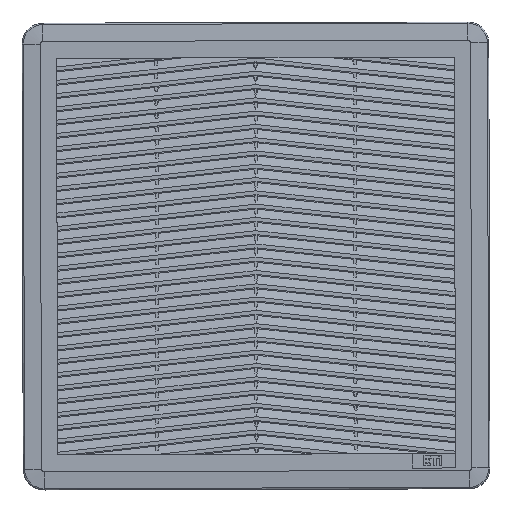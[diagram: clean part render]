
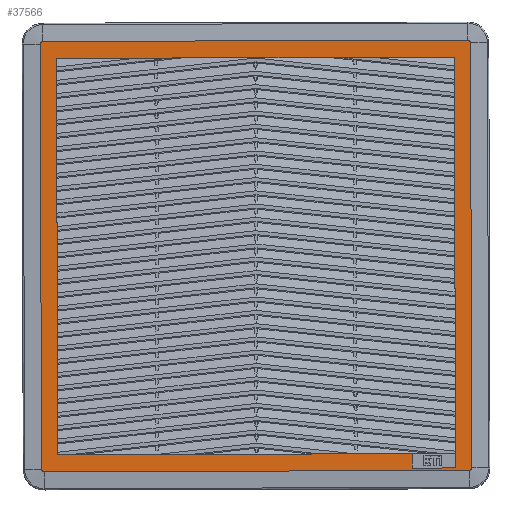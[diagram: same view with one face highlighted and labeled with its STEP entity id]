
A CAD part, front view. The second image highlights one B-rep face of the part: STEP entity #37566.
In plain terms, the highlighted planar face has unit normal (0, -1, 0).
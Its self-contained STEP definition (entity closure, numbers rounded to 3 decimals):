
#4163=DIRECTION('',(0.,0.,-1.));
#4164=VECTOR('',#4163,276.);
#4165=CARTESIAN_POINT('',(261.5,-34.,138.057));
#4166=LINE('',#4165,#4164);
#4871=DIRECTION('',(1.,0.,0.));
#4872=VECTOR('',#4871,247.);
#4873=CARTESIAN_POINT('',(261.5,-34.,
-137.943));
#4874=LINE('',#4873,#4872);
#5964=DIRECTION('',(-1.,0.,0.));
#5965=VECTOR('',#5964,277.);
#5966=CARTESIAN_POINT('',(538.5,-34.,138.057));
#5967=LINE('',#5966,#5965);
#15981=CARTESIAN_POINT('',(252.,-34.,
-147.943));
#15982=DIRECTION('',(0.,-1.,0.));
#15983=DIRECTION('',(-1.,0.,
0.));
#15984=AXIS2_PLACEMENT_3D('',#15981,#15982,#15983);
#15989=CARTESIAN_POINT('',(252.,-34.,
148.057));
#15990=DIRECTION('',(0.,-1.,0.));
#15991=DIRECTION('',(0.,0.,1.));
#15992=AXIS2_PLACEMENT_3D('',#15989,#15990,#15991);
#15997=CARTESIAN_POINT('',(548.,-34.,
148.057));
#15998=DIRECTION('',(0.,-1.,0.));
#15999=DIRECTION('',(1.,0.,0.));
#16000=AXIS2_PLACEMENT_3D('',#15997,#15998,#15999);
#16005=CARTESIAN_POINT('',(548.,-34.,
-147.943));
#16006=DIRECTION('',(0.,-1.,0.));
#16007=DIRECTION('',(0.,0.,-1.));
#16008=AXIS2_PLACEMENT_3D('',#16005,#16006,#16007);
#16013=DIRECTION('',(0.,0.,-1.));
#16014=VECTOR('',#16013,286.);
#16015=CARTESIAN_POINT('',(538.5,-34.,
138.057));
#16016=LINE('',#16015,#16014);
#16020=DIRECTION('',(-1.,0.,0.));
#16021=VECTOR('',#16020,296.);
#16022=CARTESIAN_POINT('',(548.,-34.,
-149.737));
#16023=LINE('',#16022,#16021);
#16470=DIRECTION('',(0.,0.,-1.));
#16471=VECTOR('',#16470,296.);
#16472=CARTESIAN_POINT('',(549.794,-34.,
148.057));
#16473=LINE('',#16472,#16471);
#16498=DIRECTION('',(1.,0.,0.));
#16499=VECTOR('',#16498,296.);
#16500=CARTESIAN_POINT('',(252.,-34.,
149.851));
#16501=LINE('',#16500,#16499);
#16519=DIRECTION('',(0.,0.,1.));
#16520=VECTOR('',#16519,296.);
#16521=CARTESIAN_POINT('',(250.206,-34.,
-147.943));
#16522=LINE('',#16521,#16520);
#17329=DIRECTION('',(0.,0.,-1.));
#17330=VECTOR('',#17329,10.);
#17331=CARTESIAN_POINT('',(508.5,-34.,
-137.943));
#17332=LINE('',#17331,#17330);
#17350=DIRECTION('',(1.,0.,0.));
#17351=VECTOR('',#17350,30.);
#17352=CARTESIAN_POINT('',(508.5,-34.,
-147.943));
#17353=LINE('',#17352,#17351);
#19351=CARTESIAN_POINT('',(538.5,-34.,
138.057));
#19352=VERTEX_POINT('',#19351);
#19353=CARTESIAN_POINT('',(261.5,-34.,
138.057));
#19354=VERTEX_POINT('',#19353);
#20657=CARTESIAN_POINT('',(261.5,-34.,
-137.943));
#20658=CARTESIAN_POINT('',(508.5,-34.,
-137.943));
#20659=VERTEX_POINT('',#20657);
#20660=VERTEX_POINT('',#20658);
#20991=CARTESIAN_POINT('',(538.5,-34.,
-147.943));
#20992=VERTEX_POINT('',#20991);
#21221=CARTESIAN_POINT('',(508.5,-34.,
-147.943));
#21222=VERTEX_POINT('',#21221);
#21223=CARTESIAN_POINT('',(548.,-34.,
-149.737));
#21224=CARTESIAN_POINT('',(549.794,-34.,
-147.943));
#21225=VERTEX_POINT('',#21223);
#21226=VERTEX_POINT('',#21224);
#21227=CARTESIAN_POINT('',(549.794,-34.,
148.057));
#21228=VERTEX_POINT('',#21227);
#21229=CARTESIAN_POINT('',(252.,-34.,
149.851));
#21230=CARTESIAN_POINT('',(548.,-34.,
149.851));
#21231=VERTEX_POINT('',#21229);
#21232=VERTEX_POINT('',#21230);
#21233=CARTESIAN_POINT('',(250.206,-34.,
148.057));
#21234=VERTEX_POINT('',#21233);
#21235=CARTESIAN_POINT('',(250.206,-34.,
-147.943));
#21236=VERTEX_POINT('',#21235);
#21237=CARTESIAN_POINT('',(252.,-34.,
-149.737));
#21238=VERTEX_POINT('',#21237);
#37533=CARTESIAN_POINT('',(220.246,-34.,
-179.697));
#37534=DIRECTION('',(0.,-1.,0.));
#37535=DIRECTION('',(1.,0.,0.));
#37536=AXIS2_PLACEMENT_3D('',#37533,#37534,#37535);
#37537=PLANE('',#37536);
#37539=ORIENTED_EDGE('',*,*,#37538,.T.);
#37541=ORIENTED_EDGE('',*,*,#37540,.F.);
#37543=ORIENTED_EDGE('',*,*,#37542,.T.);
#37545=ORIENTED_EDGE('',*,*,#37544,.F.);
#37547=ORIENTED_EDGE('',*,*,#37546,.T.);
#37549=ORIENTED_EDGE('',*,*,#37548,.F.);
#37551=ORIENTED_EDGE('',*,*,#37550,.T.);
#37553=ORIENTED_EDGE('',*,*,#37552,.F.);
#37554=EDGE_LOOP('',(#37539,#37541,#37543,#37545,#37547,#37549,#37551,#37553));
#37555=FACE_OUTER_BOUND('',#37554,.F.);
#37557=ORIENTED_EDGE('',*,*,#37556,.T.);
#37559=ORIENTED_EDGE('',*,*,#37558,.T.);
#37560=ORIENTED_EDGE('',*,*,#24027,.F.);
#37561=ORIENTED_EDGE('',*,*,#24320,.T.);
#37562=ORIENTED_EDGE('',*,*,#23169,.T.);
#37563=ORIENTED_EDGE('',*,*,#23517,.T.);
#37564=EDGE_LOOP('',(#37557,#37559,#37560,#37561,#37562,#37563));
#37565=FACE_BOUND('',#37564,.F.);
#15985=CIRCLE('',#15984,1.794);
#15993=CIRCLE('',#15992,1.794);
#16001=CIRCLE('',#16000,1.794);
#16009=CIRCLE('',#16008,1.794);
#23169=EDGE_CURVE('',#19354,#20659,#4166,.T.);
#23517=EDGE_CURVE('',#20659,#20660,#4874,.T.);
#24027=EDGE_CURVE('',#19352,#20992,#16016,.T.);
#24320=EDGE_CURVE('',#19352,#19354,#5967,.T.);
#37538=EDGE_CURVE('',#21225,#21238,#16023,.T.);
#37540=EDGE_CURVE('',#21236,#21238,#15985,.T.);
#37542=EDGE_CURVE('',#21236,#21234,#16522,.T.);
#37544=EDGE_CURVE('',#21231,#21234,#15993,.T.);
#37546=EDGE_CURVE('',#21231,#21232,#16501,.T.);
#37548=EDGE_CURVE('',#21228,#21232,#16001,.T.);
#37550=EDGE_CURVE('',#21228,#21226,#16473,.T.);
#37552=EDGE_CURVE('',#21225,#21226,#16009,.T.);
#37556=EDGE_CURVE('',#20660,#21222,#17332,.T.);
#37558=EDGE_CURVE('',#21222,#20992,#17353,.T.);
#37566=ADVANCED_FACE('',(#37555,#37565),#37537,.T.);
